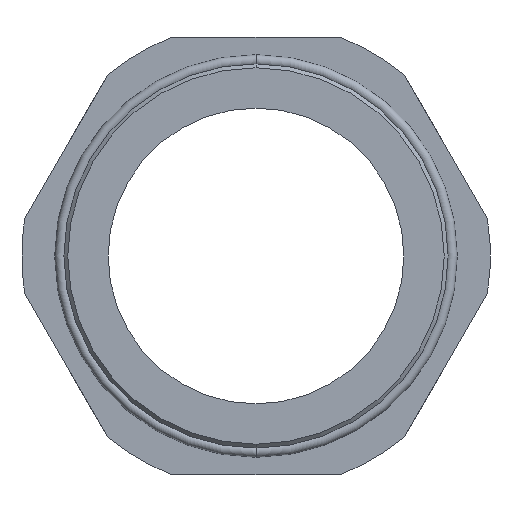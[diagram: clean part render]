
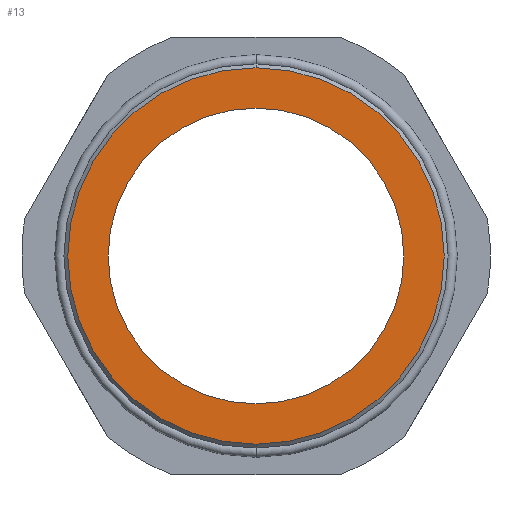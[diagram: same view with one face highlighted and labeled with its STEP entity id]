
A CAD part, front view. The second image highlights one B-rep face of the part: STEP entity #13.
In plain terms, the highlighted planar face has unit normal (0, -1, 0).
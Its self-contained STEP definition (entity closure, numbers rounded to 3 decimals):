
#13 = ADVANCED_FACE ( 'NONE', ( #347, #234 ), #1056, .T. ) ;
#31 = EDGE_CURVE ( 'NONE', #66, #954, #718, .T. ) ;
#32 = EDGE_CURVE ( 'NONE', #710, #707, #720, .T. ) ;
#66 = VERTEX_POINT ( 'NONE', #158 ) ;
#69 = CARTESIAN_POINT ( 'NONE',  ( 0., -14., 0. ) ) ;
#70 = DIRECTION ( 'NONE',  ( 0., -1., 0. ) ) ;
#71 = DIRECTION ( 'NONE',  ( 0., 0., -1. ) ) ;
#72 = CARTESIAN_POINT ( 'NONE',  ( 0., -14., 0. ) ) ;
#73 = DIRECTION ( 'NONE',  ( 0., 1., 0. ) ) ;
#74 = DIRECTION ( 'NONE',  ( 0., 0., 1. ) ) ;
#158 = CARTESIAN_POINT ( 'NONE',  ( 0., -14., 24.5 ) ) ;
#225 = AXIS2_PLACEMENT_3D ( 'NONE', #517, #524, #525 ) ;
#228 = AXIS2_PLACEMENT_3D ( 'NONE', #508, #512, #513 ) ;
#234 = FACE_BOUND ( 'NONE', #894, .T. ) ;
#254 = AXIS2_PLACEMENT_3D ( 'NONE', #1057, #1058, #1059 ) ;
#347 = FACE_OUTER_BOUND ( 'NONE', #893, .T. ) ;
#359 = AXIS2_PLACEMENT_3D ( 'NONE', #72, #73, #74 ) ;
#363 = AXIS2_PLACEMENT_3D ( 'NONE', #69, #70, #71 ) ;
#508 = CARTESIAN_POINT ( 'NONE',  ( 0., -14., 0. ) ) ;
#512 = DIRECTION ( 'NONE',  ( 0., -1., 0. ) ) ;
#513 = DIRECTION ( 'NONE',  ( 0., 0., -1. ) ) ;
#517 = CARTESIAN_POINT ( 'NONE',  ( 0., -14., 0. ) ) ;
#524 = DIRECTION ( 'NONE',  ( 0., 1., 0. ) ) ;
#525 = DIRECTION ( 'NONE',  ( 0., 0., 1. ) ) ;
#529 = CARTESIAN_POINT ( 'NONE',  ( 0., -14., -19.25 ) ) ;
#532 = CARTESIAN_POINT ( 'NONE',  ( 0., -14., 19.25 ) ) ;
#555 = CARTESIAN_POINT ( 'NONE',  ( 0., -14., -24.5 ) ) ;
#684 = EDGE_CURVE ( 'NONE', #954, #66, #760, .T. ) ;
#688 = EDGE_CURVE ( 'NONE', #707, #710, #762, .T. ) ;
#707 = VERTEX_POINT ( 'NONE', #529 ) ;
#710 = VERTEX_POINT ( 'NONE', #532 ) ;
#718 = CIRCLE ( 'NONE', #363, 24.5 ) ;
#720 = CIRCLE ( 'NONE', #359, 19.25 ) ;
#760 = CIRCLE ( 'NONE', #228, 24.5 ) ;
#762 = CIRCLE ( 'NONE', #225, 19.25 ) ;
#782 = ORIENTED_EDGE ( 'NONE', *, *, #32, .T. ) ;
#783 = ORIENTED_EDGE ( 'NONE', *, *, #31, .T. ) ;
#785 = ORIENTED_EDGE ( 'NONE', *, *, #684, .T. ) ;
#893 = EDGE_LOOP ( 'NONE', ( #783, #785 ) ) ;
#894 = EDGE_LOOP ( 'NONE', ( #782, #910 ) ) ;
#910 = ORIENTED_EDGE ( 'NONE', *, *, #688, .T. ) ;
#954 = VERTEX_POINT ( 'NONE', #555 ) ;
#1056 = PLANE ( 'NONE',  #254 ) ;
#1057 = CARTESIAN_POINT ( 'NONE',  ( -25., -14., 0. ) ) ;
#1058 = DIRECTION ( 'NONE',  ( 0., -1., 0. ) ) ;
#1059 = DIRECTION ( 'NONE',  ( 0., 0., -1. ) ) ;
